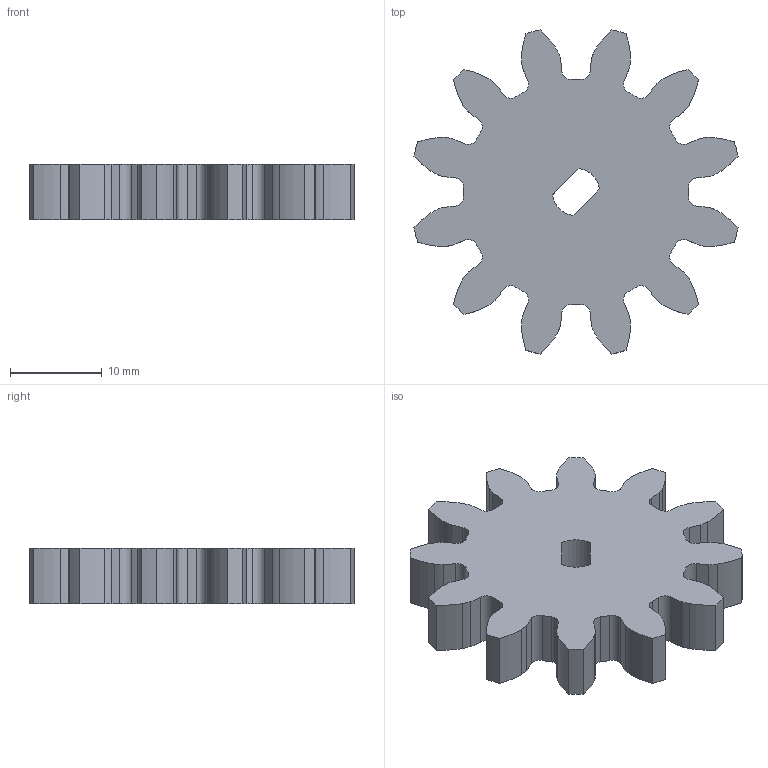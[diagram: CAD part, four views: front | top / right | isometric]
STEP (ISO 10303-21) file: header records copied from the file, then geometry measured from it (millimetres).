
FILE_DESCRIPTION(('FreeCAD Model'),'2;1');
FILE_NAME('Open CASCADE Shape Model','2024-07-10T20:29:38',('Author'),( ''),'Open CASCADE STEP processor 7.6','FreeCAD','Unknown');
FILE_SCHEMA(('AUTOMOTIVE_DESIGN { 1 0 10303 214 1 1 1 1 }'));
Length unit declared in the file: millimetre
Products named in the file (1): Gear
Bounding box: 35.28 x 35.28 x 6 mm (x, y, z)
Volume: 4254.3 mm3; surface area: 2669.5 mm2
Topology: 1 solids, 1 shells, 126 faces, 372 edges, 248 vertices
Faces by surface type: cylinder 50, extrusion 48, plane 28
Entity records: 4482 total; most frequent: CARTESIAN_POINT 1179, ORIENTED_EDGE 744, DIRECTION 582, EDGE_CURVE 372, VERTEX_POINT 248, VECTOR 224, AXIS2_PLACEMENT_3D 179, LINE 176
